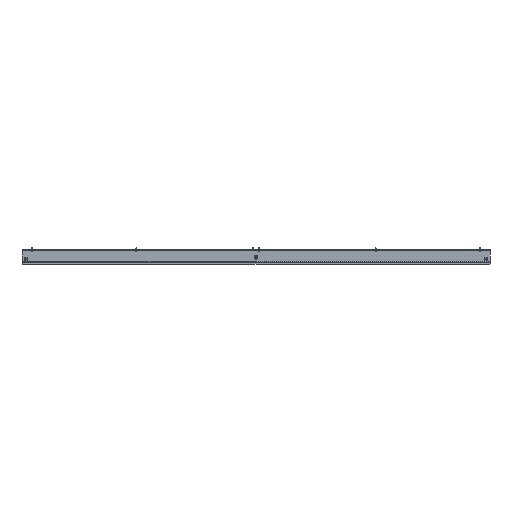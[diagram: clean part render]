
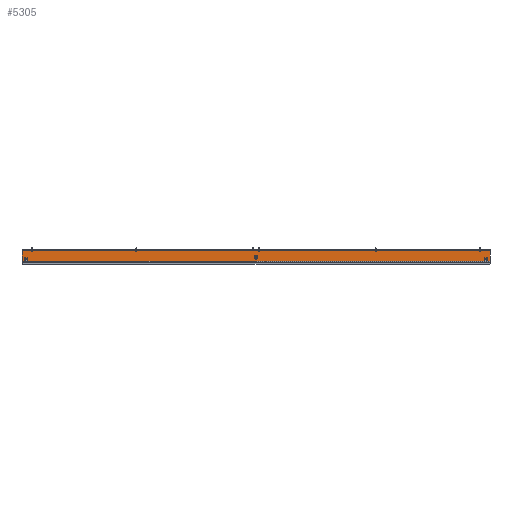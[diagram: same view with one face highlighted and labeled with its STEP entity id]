
A CAD part, left-side view. The second image highlights one B-rep face of the part: STEP entity #5305.
In plain terms, the highlighted planar face has unit normal (-1, 0, 0).
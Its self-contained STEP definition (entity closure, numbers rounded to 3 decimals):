
#173 = VECTOR ( 'NONE', #5016, 1000. ) ;
#182 = CARTESIAN_POINT ( 'NONE',  ( 8., -933.25, -32.26 ) ) ;
#313 = CARTESIAN_POINT ( 'NONE',  ( 8., 942.75, -32.26 ) ) ;
#676 = DIRECTION ( 'NONE',  ( 0., -1., 0. ) ) ;
#820 = DIRECTION ( 'NONE',  ( 0., -1., 0. ) ) ;
#890 = VECTOR ( 'NONE', #10477, 1000. ) ;
#912 = DIRECTION ( 'NONE',  ( 1., 0., 0. ) ) ;
#1014 = FACE_BOUND ( 'NONE', #2008, .T. ) ;
#1042 = VERTEX_POINT ( 'NONE', #1345 ) ;
#1127 = CARTESIAN_POINT ( 'NONE',  ( 8., 942.75, -41.76 ) ) ;
#1132 = ORIENTED_EDGE ( 'NONE', *, *, #10553, .T. ) ;
#1345 = CARTESIAN_POINT ( 'NONE',  ( 8., -942.75, -41.76 ) ) ;
#1452 = CARTESIAN_POINT ( 'NONE',  ( 8., -953.5, 0. ) ) ;
#1772 = FACE_BOUND ( 'NONE', #9868, .T. ) ;
#1817 = EDGE_LOOP ( 'NONE', ( #2319, #11140 ) ) ;
#2008 = EDGE_LOOP ( 'NONE', ( #8294, #9852, #4249, #2245 ) ) ;
#2099 = EDGE_LOOP ( 'NONE', ( #3408, #1132, #9781, #3706 ) ) ;
#2164 = DIRECTION ( 'NONE',  ( 0., 0., -1. ) ) ;
#2245 = ORIENTED_EDGE ( 'NONE', *, *, #11250, .F. ) ;
#2319 = ORIENTED_EDGE ( 'NONE', *, *, #10411, .T. ) ;
#2366 = VERTEX_POINT ( 'NONE', #6779 ) ;
#2402 = EDGE_CURVE ( 'NONE', #8698, #4894, #5645, .T. ) ;
#2431 = LINE ( 'NONE', #9914, #5025 ) ;
#2472 = CARTESIAN_POINT ( 'NONE',  ( 8., -942.75, -41.76 ) ) ;
#2517 = CARTESIAN_POINT ( 'NONE',  ( 8., -933.25, -41.76 ) ) ;
#2522 = LINE ( 'NONE', #4716, #5868 ) ;
#2543 = CARTESIAN_POINT ( 'NONE',  ( 8., -953.5, -46. ) ) ;
#2570 = LINE ( 'NONE', #8483, #8381 ) ;
#2762 = EDGE_CURVE ( 'NONE', #7067, #9637, #12213, .T. ) ;
#2800 = AXIS2_PLACEMENT_3D ( 'NONE', #10687, #912, #6925 ) ;
#2901 = EDGE_CURVE ( 'NONE', #9637, #8665, #11129, .T. ) ;
#3342 = EDGE_CURVE ( 'NONE', #2366, #11270, #3947, .T. ) ;
#3362 = PLANE ( 'NONE',  #5704 ) ;
#3408 = ORIENTED_EDGE ( 'NONE', *, *, #7486, .F. ) ;
#3421 = VERTEX_POINT ( 'NONE', #7671 ) ;
#3522 = DIRECTION ( 'NONE',  ( 0., 1., 0. ) ) ;
#3706 = ORIENTED_EDGE ( 'NONE', *, *, #8961, .F. ) ;
#3777 = CARTESIAN_POINT ( 'NONE',  ( 8., 942.75, -32.26 ) ) ;
#3947 = LINE ( 'NONE', #7542, #890 ) ;
#4200 = LINE ( 'NONE', #9911, #11678 ) ;
#4233 = DIRECTION ( 'NONE',  ( 0., 0., 1. ) ) ;
#4249 = ORIENTED_EDGE ( 'NONE', *, *, #4250, .F. ) ;
#4250 = EDGE_CURVE ( 'NONE', #12585, #8614, #6598, .T. ) ;
#4716 = CARTESIAN_POINT ( 'NONE',  ( 8., 953.5, -2. ) ) ;
#4894 = VERTEX_POINT ( 'NONE', #10673 ) ;
#5016 = DIRECTION ( 'NONE',  ( 0., 0., -1. ) ) ;
#5025 = VECTOR ( 'NONE', #2164, 1000. ) ;
#5063 = DIRECTION ( 'NONE',  ( 0., 0., 1. ) ) ;
#5092 = ORIENTED_EDGE ( 'NONE', *, *, #11501, .T. ) ;
#5098 = LINE ( 'NONE', #6679, #12601 ) ;
#5305 = ADVANCED_FACE ( 'NONE', ( #1014, #12336, #1772, #7427 ), #3362, .T. ) ;
#5359 = EDGE_CURVE ( 'NONE', #8614, #1042, #8962, .T. ) ;
#5435 = AXIS2_PLACEMENT_3D ( 'NONE', #5790, #6899, #10698 ) ;
#5489 = VECTOR ( 'NONE', #10936, 1000. ) ;
#5494 = LINE ( 'NONE', #9561, #6752 ) ;
#5645 = CIRCLE ( 'NONE', #5435, 0.475 ) ;
#5704 = AXIS2_PLACEMENT_3D ( 'NONE', #1452, #9254, #4233 ) ;
#5790 = CARTESIAN_POINT ( 'NONE',  ( 8., 0., -30. ) ) ;
#5868 = VECTOR ( 'NONE', #5872, 1000. ) ;
#5872 = DIRECTION ( 'NONE',  ( 0., -1., 0. ) ) ;
#6249 = EDGE_CURVE ( 'NONE', #1042, #9331, #4200, .T. ) ;
#6598 = LINE ( 'NONE', #182, #173 ) ;
#6679 = CARTESIAN_POINT ( 'NONE',  ( 8., 942.75, -32.26 ) ) ;
#6697 = CARTESIAN_POINT ( 'NONE',  ( 8., -942.75, -32.26 ) ) ;
#6752 = VECTOR ( 'NONE', #676, 1000. ) ;
#6779 = CARTESIAN_POINT ( 'NONE',  ( 8., -953.5, -2. ) ) ;
#6797 = ORIENTED_EDGE ( 'NONE', *, *, #8229, .T. ) ;
#6899 = DIRECTION ( 'NONE',  ( 1., 0., 0. ) ) ;
#6925 = DIRECTION ( 'NONE',  ( 0., -1., 0. ) ) ;
#7067 = VERTEX_POINT ( 'NONE', #12650 ) ;
#7427 = FACE_BOUND ( 'NONE', #1817, .T. ) ;
#7457 = VECTOR ( 'NONE', #10448, 1000. ) ;
#7486 = EDGE_CURVE ( 'NONE', #7666, #8347, #2570, .T. ) ;
#7542 = CARTESIAN_POINT ( 'NONE',  ( 8., -953.5, -50. ) ) ;
#7666 = VERTEX_POINT ( 'NONE', #9729 ) ;
#7671 = CARTESIAN_POINT ( 'NONE',  ( 8., 933.25, -32.26 ) ) ;
#7754 = CARTESIAN_POINT ( 'NONE',  ( 8., -933.25, -32.26 ) ) ;
#8043 = CARTESIAN_POINT ( 'NONE',  ( 8., 0.475, -30. ) ) ;
#8229 = EDGE_CURVE ( 'NONE', #8665, #3421, #5098, .T. ) ;
#8294 = ORIENTED_EDGE ( 'NONE', *, *, #6249, .F. ) ;
#8347 = VERTEX_POINT ( 'NONE', #9814 ) ;
#8381 = VECTOR ( 'NONE', #12460, 1000. ) ;
#8403 = CIRCLE ( 'NONE', #2800, 0.475 ) ;
#8483 = CARTESIAN_POINT ( 'NONE',  ( 8., 953.5, 0. ) ) ;
#8614 = VERTEX_POINT ( 'NONE', #2517 ) ;
#8652 = ORIENTED_EDGE ( 'NONE', *, *, #2901, .T. ) ;
#8665 = VERTEX_POINT ( 'NONE', #313 ) ;
#8698 = VERTEX_POINT ( 'NONE', #8043 ) ;
#8961 = EDGE_CURVE ( 'NONE', #8347, #2366, #2522, .T. ) ;
#8962 = LINE ( 'NONE', #2472, #9710 ) ;
#9254 = DIRECTION ( 'NONE',  ( -1., 0., 0. ) ) ;
#9331 = VERTEX_POINT ( 'NONE', #6697 ) ;
#9366 = CARTESIAN_POINT ( 'NONE',  ( 8., -942.75, -32.26 ) ) ;
#9561 = CARTESIAN_POINT ( 'NONE',  ( 8., 953.5, -46. ) ) ;
#9637 = VERTEX_POINT ( 'NONE', #1127 ) ;
#9710 = VECTOR ( 'NONE', #10316, 1000. ) ;
#9729 = CARTESIAN_POINT ( 'NONE',  ( 8., 953.5, -46. ) ) ;
#9781 = ORIENTED_EDGE ( 'NONE', *, *, #3342, .F. ) ;
#9814 = CARTESIAN_POINT ( 'NONE',  ( 8., 953.5, -2. ) ) ;
#9852 = ORIENTED_EDGE ( 'NONE', *, *, #5359, .F. ) ;
#9868 = EDGE_LOOP ( 'NONE', ( #10379, #8652, #6797, #5092 ) ) ;
#9911 = CARTESIAN_POINT ( 'NONE',  ( 8., -942.75, -32.26 ) ) ;
#9914 = CARTESIAN_POINT ( 'NONE',  ( 8., 933.25, -32.26 ) ) ;
#9938 = VECTOR ( 'NONE', #3522, 1000. ) ;
#10316 = DIRECTION ( 'NONE',  ( 0., -1., 0. ) ) ;
#10379 = ORIENTED_EDGE ( 'NONE', *, *, #2762, .T. ) ;
#10411 = EDGE_CURVE ( 'NONE', #4894, #8698, #8403, .T. ) ;
#10448 = DIRECTION ( 'NONE',  ( 0., 1., 0. ) ) ;
#10477 = DIRECTION ( 'NONE',  ( 0., 0., -1. ) ) ;
#10487 = CARTESIAN_POINT ( 'NONE',  ( 8., 942.75, -41.76 ) ) ;
#10553 = EDGE_CURVE ( 'NONE', #7666, #11270, #5494, .T. ) ;
#10673 = CARTESIAN_POINT ( 'NONE',  ( 8., -0.475, -30. ) ) ;
#10687 = CARTESIAN_POINT ( 'NONE',  ( 8., 0., -30. ) ) ;
#10698 = DIRECTION ( 'NONE',  ( 0., -1., 0. ) ) ;
#10936 = DIRECTION ( 'NONE',  ( 0., 0., 1. ) ) ;
#11129 = LINE ( 'NONE', #3777, #5489 ) ;
#11140 = ORIENTED_EDGE ( 'NONE', *, *, #2402, .T. ) ;
#11250 = EDGE_CURVE ( 'NONE', #9331, #12585, #11618, .T. ) ;
#11270 = VERTEX_POINT ( 'NONE', #2543 ) ;
#11501 = EDGE_CURVE ( 'NONE', #3421, #7067, #2431, .T. ) ;
#11618 = LINE ( 'NONE', #9366, #9938 ) ;
#11678 = VECTOR ( 'NONE', #5063, 1000. ) ;
#12213 = LINE ( 'NONE', #10487, #7457 ) ;
#12336 = FACE_OUTER_BOUND ( 'NONE', #2099, .T. ) ;
#12460 = DIRECTION ( 'NONE',  ( 0., 0., 1. ) ) ;
#12585 = VERTEX_POINT ( 'NONE', #7754 ) ;
#12601 = VECTOR ( 'NONE', #820, 1000. ) ;
#12650 = CARTESIAN_POINT ( 'NONE',  ( 8., 933.25, -41.76 ) ) ;
